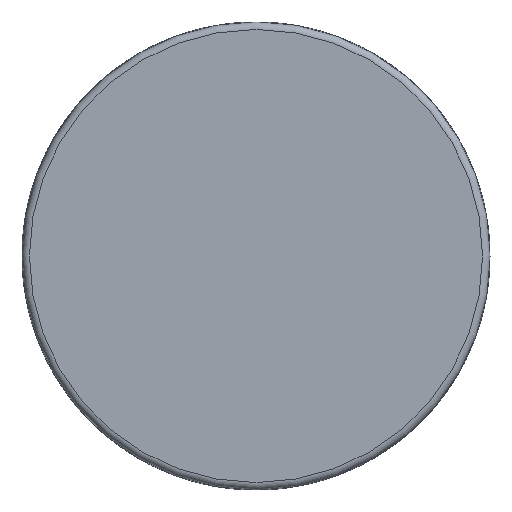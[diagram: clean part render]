
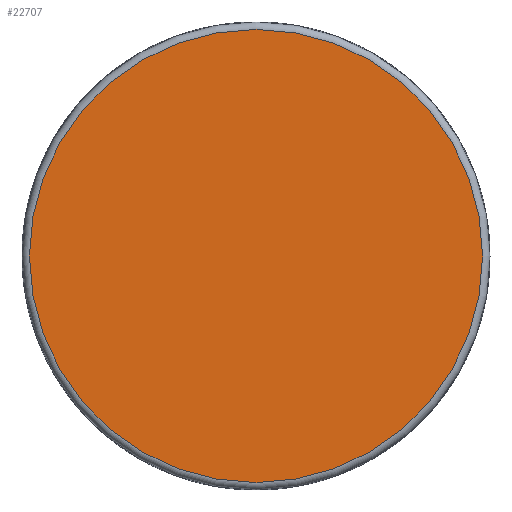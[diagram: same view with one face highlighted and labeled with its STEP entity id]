
A CAD part, left-side view. The second image highlights one B-rep face of the part: STEP entity #22707.
In plain terms, the highlighted planar face has unit normal (-1, 0, 0).
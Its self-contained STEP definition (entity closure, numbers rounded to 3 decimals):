
#18=PLANE('',#23201);
#2454=FACE_OUTER_BOUND('',#3803,.T.);
#3803=EDGE_LOOP('',(#21218,#21219));
#4076=CIRCLE('',#23199,15.2);
#4077=CIRCLE('',#23200,15.2);
#10231=VERTEX_POINT('',#104246);
#10232=VERTEX_POINT('',#104248);
#13896=EDGE_CURVE('',#10231,#10232,#4076,.T.);
#13897=EDGE_CURVE('',#10232,#10231,#4077,.T.);
#21218=ORIENTED_EDGE('',*,*,#13897,.F.);
#21219=ORIENTED_EDGE('',*,*,#13896,.F.);
#22707=ADVANCED_FACE('',(#2454),#18,.T.);
#23199=AXIS2_PLACEMENT_3D('',#104249,#24457,#24458);
#23200=AXIS2_PLACEMENT_3D('',#104250,#24459,#24460);
#23201=AXIS2_PLACEMENT_3D('',#104251,#24461,#24462);
#24457=DIRECTION('center_axis',(1.,0.,0.));
#24458=DIRECTION('ref_axis',(0.,-1.,0.));
#24459=DIRECTION('center_axis',(1.,0.,0.));
#24460=DIRECTION('ref_axis',(0.,-1.,0.));
#24461=DIRECTION('center_axis',(-1.,0.,0.));
#24462=DIRECTION('ref_axis',(0.,0.,1.));
#104246=CARTESIAN_POINT('',(-25.,0.,15.2));
#104248=CARTESIAN_POINT('',(-25.,15.2,0.));
#104249=CARTESIAN_POINT('Origin',(-25.,0.,0.));
#104250=CARTESIAN_POINT('Origin',(-25.,0.,0.));
#104251=CARTESIAN_POINT('Origin',(-25.,15.7,0.));
